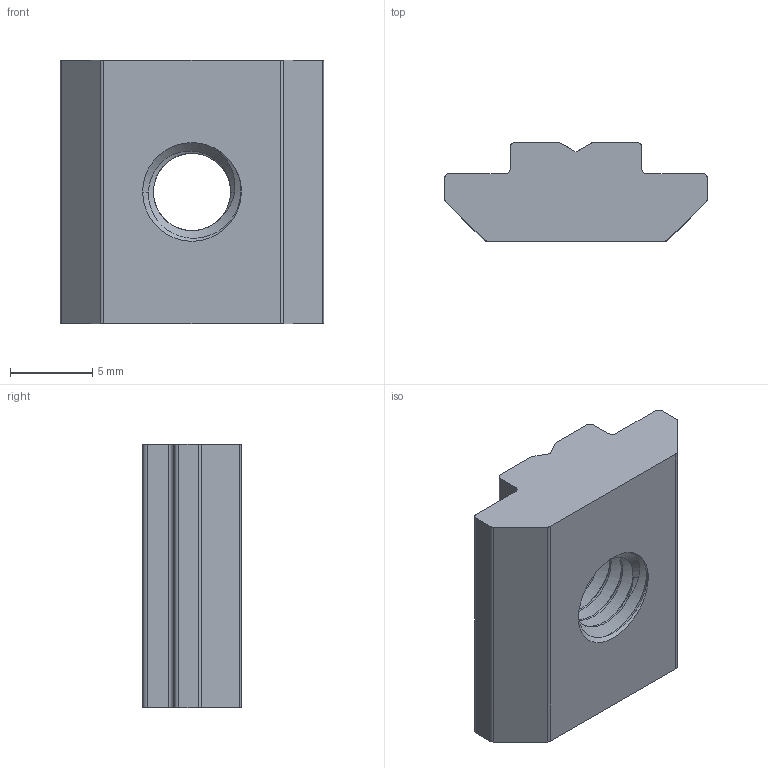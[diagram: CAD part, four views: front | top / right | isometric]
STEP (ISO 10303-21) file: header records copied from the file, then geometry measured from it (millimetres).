
FILE_DESCRIPTION(('HOOPS Exchange Step'),'2;1');
FILE_NAME('export-5BCA867B-2A2C-4452-83D4-1A65BF4BFEB0.stp','2022-04-11T23:01:38+03:00',('othaa'),('Alibre'),'HOOPS Exchange 2020.1','Alibre','Unknown authorisation');
FILE_SCHEMA( ('AP242_MANAGED_MODEL_BASED_3D_ENGINEERING_MIM_LF {1 0 10303 442 1 1 4 }') );
Length unit declared in the file: millimetre
Products named in the file (1): T-nut
Bounding box: 16 x 6 x 16 mm (x, y, z)
Volume: 1047.5 mm3; surface area: 912.1 mm2
Topology: 1 solids, 1 shells, 56 faces, 161 edges, 106 vertices
Faces by surface type: cylinder 24, plane 17, cone 9, bspline 6
Entity records: 2832 total; most frequent: CARTESIAN_POINT 1489, ORIENTED_EDGE 322, DIRECTION 233, EDGE_CURVE 161, VERTEX_POINT 106, AXIS2_PLACEMENT_3D 82, VECTOR 69, LINE 69
